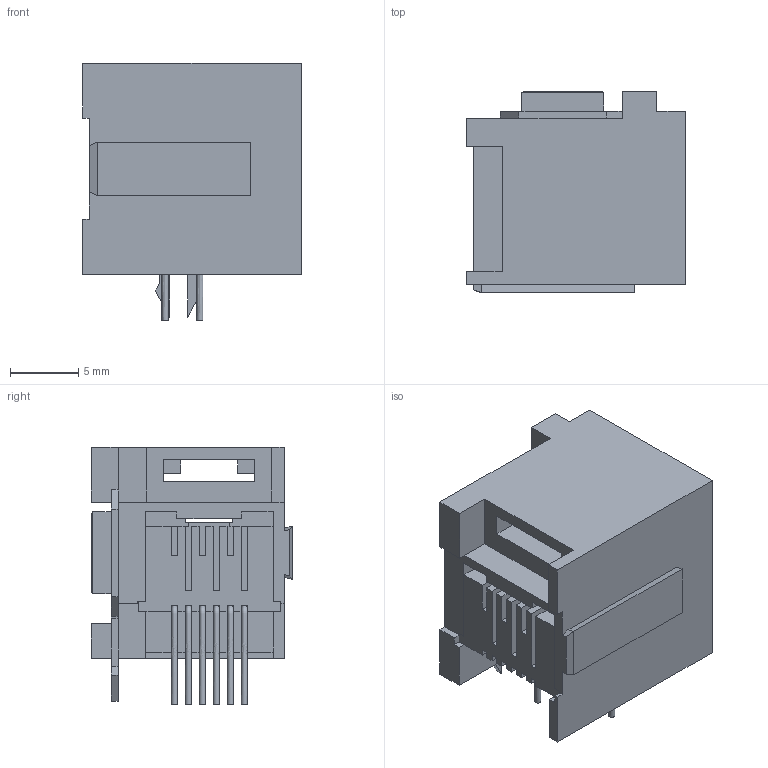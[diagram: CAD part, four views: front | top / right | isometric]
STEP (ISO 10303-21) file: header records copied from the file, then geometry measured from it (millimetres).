
FILE_DESCRIPTION(/* description */ ('Unknown'),/* implementation_level */ '2;1');
FILE_NAME(/* name */ 'J_Wurth_WR-MJ_615006149421R',/* time_stamp */ '2025-07-01T11:36:15+08:00',/* author */ ('Unknown'),/* organization */ ('Unknown'),/* preprocessor_version */ 'ST-DEVELOPER v19.4',/* originating_system */ 'Solid Edge',/* authorisation */ 'Unknown');
FILE_SCHEMA (('AUTOMOTIVE_DESIGN {1 0 10303 214 3 1 1}'));
Length unit declared in the file: millimetre
Products named in the file (2): J_Wurth_WR-MJ_615006149421R
Assembly tree (1 placements, depth 2):
  J_Wurth_WR-MJ_615006149421R
    J_Wurth_WR-MJ_615006149421R
Bounding box: 16 x 14.71 x 18.8 mm (x, y, z)
Volume: 1662.1 mm3; surface area: 3091.3 mm2
Topology: 9 solids, 9 shells, 332 faces, 972 edges, 644 vertices
Faces by surface type: plane 296, cylinder 30, bspline 6
Entity records: 16363 total; most frequent: CARTESIAN_POINT 7398, ORIENTED_EDGE 1932, DIRECTION 1694, EDGE_CURVE 966, LINE 894, VECTOR 894, VERTEX_POINT 644, AXIS2_PLACEMENT_3D 400
